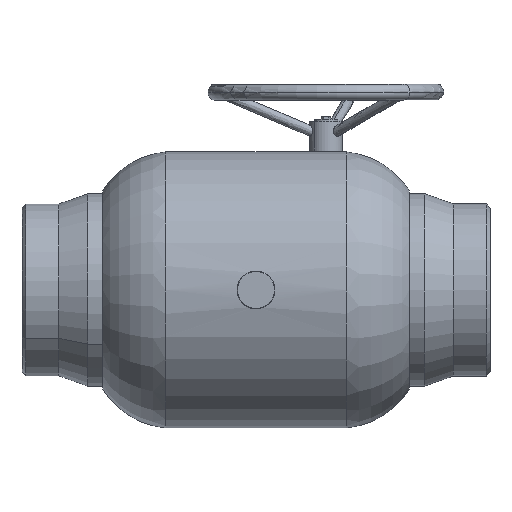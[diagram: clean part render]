
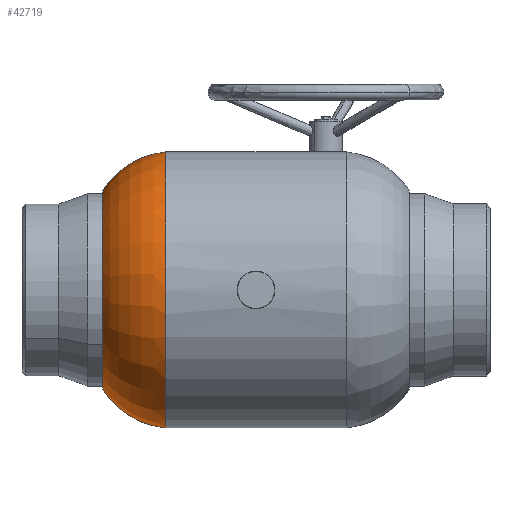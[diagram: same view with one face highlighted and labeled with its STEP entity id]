
A CAD part, front view. The second image highlights one B-rep face of the part: STEP entity #42719.
In plain terms, the highlighted toroidal (fillet/blend) face has major radius 69.023 mm and minor radius 107 mm.
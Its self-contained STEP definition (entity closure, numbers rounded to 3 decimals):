
#4471 = CIRCLE ( 'NONE', #15113, 107. ) ;
#5111 = DIRECTION ( 'NONE',  ( -1., 0., 0. ) ) ;
#6309 = CARTESIAN_POINT ( 'NONE',  ( -195., 0., 0. ) ) ;
#7541 = VERTEX_POINT ( 'NONE', #59706 ) ;
#7567 = DIRECTION ( 'NONE',  ( 0., 1., 0. ) ) ;
#7636 = VERTEX_POINT ( 'NONE', #34113 ) ;
#7856 = CARTESIAN_POINT ( 'NONE',  ( -115., 0., -175.5 ) ) ;
#7919 = TOROIDAL_SURFACE ( 'NONE', #40858, 69.023, 107. ) ;
#8749 = CIRCLE ( 'NONE', #38830, 126. ) ;
#9299 = CIRCLE ( 'NONE', #32531, 107. ) ;
#9457 = CARTESIAN_POINT ( 'NONE',  ( -104.432, 0., 0. ) ) ;
#14750 = ORIENTED_EDGE ( 'NONE', *, *, #34844, .T. ) ;
#15113 = AXIS2_PLACEMENT_3D ( 'NONE', #52279, #42849, #33720 ) ;
#15566 = VERTEX_POINT ( 'NONE', #43353 ) ;
#18846 = FACE_OUTER_BOUND ( 'NONE', #22464, .T. ) ;
#22464 = EDGE_LOOP ( 'NONE', ( #24389, #41656, #14750, #32537 ) ) ;
#24389 = ORIENTED_EDGE ( 'NONE', *, *, #37007, .F. ) ;
#24796 = DIRECTION ( 'NONE',  ( 0., 0., 1. ) ) ;
#26063 = EDGE_CURVE ( 'NONE', #31609, #7636, #46944, .T. ) ;
#26091 = DIRECTION ( 'NONE',  ( 0., 0., 1. ) ) ;
#27963 = DIRECTION ( 'NONE',  ( -1., 0., 0. ) ) ;
#31609 = VERTEX_POINT ( 'NONE', #7856 ) ;
#32531 = AXIS2_PLACEMENT_3D ( 'NONE', #53728, #7567, #26091 ) ;
#32537 = ORIENTED_EDGE ( 'NONE', *, *, #54924, .F. ) ;
#33412 = DIRECTION ( 'NONE',  ( -1., 0., 0. ) ) ;
#33720 = DIRECTION ( 'NONE',  ( 0., 0., -1. ) ) ;
#34113 = CARTESIAN_POINT ( 'NONE',  ( -115., 0., 175.5 ) ) ;
#34844 = EDGE_CURVE ( 'NONE', #7636, #15566, #4471, .T. ) ;
#37007 = EDGE_CURVE ( 'NONE', #31609, #7541, #9299, .T. ) ;
#38830 = AXIS2_PLACEMENT_3D ( 'NONE', #6309, #5111, #24796 ) ;
#40858 = AXIS2_PLACEMENT_3D ( 'NONE', #9457, #27963, #55915 ) ;
#41656 = ORIENTED_EDGE ( 'NONE', *, *, #26063, .T. ) ;
#42719 = ADVANCED_FACE ( 'NONE', ( #18846 ), #7919, .T. ) ;
#42849 = DIRECTION ( 'NONE',  ( 0., -1., 0. ) ) ;
#43353 = CARTESIAN_POINT ( 'NONE',  ( -195., 0., 126. ) ) ;
#46944 = CIRCLE ( 'NONE', #54727, 175.5 ) ;
#51981 = DIRECTION ( 'NONE',  ( 0., 0., 1. ) ) ;
#52268 = CARTESIAN_POINT ( 'NONE',  ( -115., 0., 0. ) ) ;
#52279 = CARTESIAN_POINT ( 'NONE',  ( -104.432, 0., 69.023 ) ) ;
#53728 = CARTESIAN_POINT ( 'NONE',  ( -104.432, 0., -69.023 ) ) ;
#54727 = AXIS2_PLACEMENT_3D ( 'NONE', #52268, #33412, #51981 ) ;
#54924 = EDGE_CURVE ( 'NONE', #7541, #15566, #8749, .T. ) ;
#55915 = DIRECTION ( 'NONE',  ( 0., 0., 1. ) ) ;
#59706 = CARTESIAN_POINT ( 'NONE',  ( -195., 0., -126. ) ) ;
